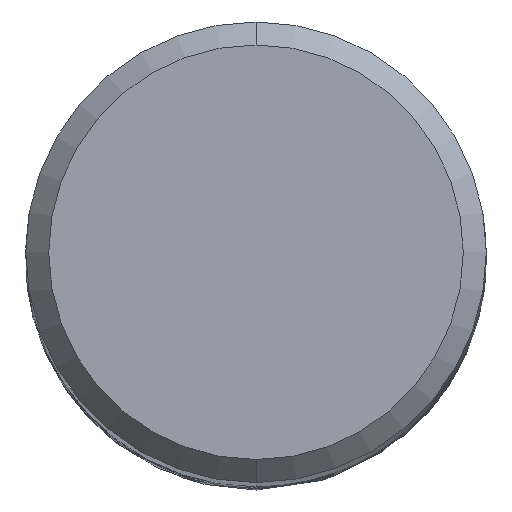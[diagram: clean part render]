
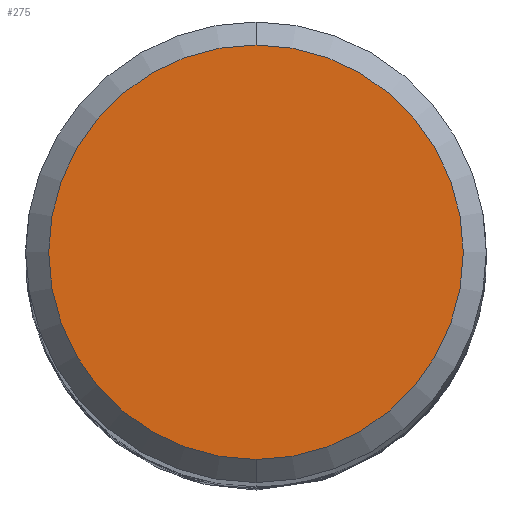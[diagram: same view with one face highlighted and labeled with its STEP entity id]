
A CAD part, top view. The second image highlights one B-rep face of the part: STEP entity #275.
In plain terms, the highlighted planar face has unit normal (0, 0, 1).
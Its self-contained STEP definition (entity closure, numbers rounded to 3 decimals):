
#275=ADVANCED_FACE('',(#735),#736,.T.);
#323=EDGE_CURVE('',#645,#509,#787,.T.);
#333=EDGE_CURVE('',#509,#645,#797,.T.);
#509=VERTEX_POINT('',#990);
#645=VERTEX_POINT('',#1139);
#735=FACE_OUTER_BOUND('',#1235,.T.);
#736=PLANE('',#1236);
#787=CIRCLE('',#1467,3.6);
#797=CIRCLE('',#1571,3.6);
#990=CARTESIAN_POINT('',(0.,-3.6,0.0));
#1139=CARTESIAN_POINT('',(0.0,3.6,0.0));
#1235=EDGE_LOOP('',(#5153,#5154));
#1236=AXIS2_PLACEMENT_3D('',#5155,#5156,#5157);
#1467=AXIS2_PLACEMENT_3D('',#5194,#5195,#5196);
#1571=AXIS2_PLACEMENT_3D('',#5200,#5201,#5202);
#5153=ORIENTED_EDGE('',*,*,#323,.F.);
#5154=ORIENTED_EDGE('',*,*,#333,.F.);
#5155=CARTESIAN_POINT('',(0.0,1.8,0.0));
#5156=DIRECTION('',(-0.0,0.0,1.0));
#5157=DIRECTION('',(0.0,-1.0,0.0));
#5194=CARTESIAN_POINT('',(0.0,0.0,0.0));
#5195=DIRECTION('',(0.0,0.0,-1.0));
#5196=DIRECTION('',(0.0,1.0,0.0));
#5200=CARTESIAN_POINT('',(0.0,0.0,0.0));
#5201=DIRECTION('',(0.0,0.0,-1.0));
#5202=DIRECTION('',(0.0,1.0,0.0));
